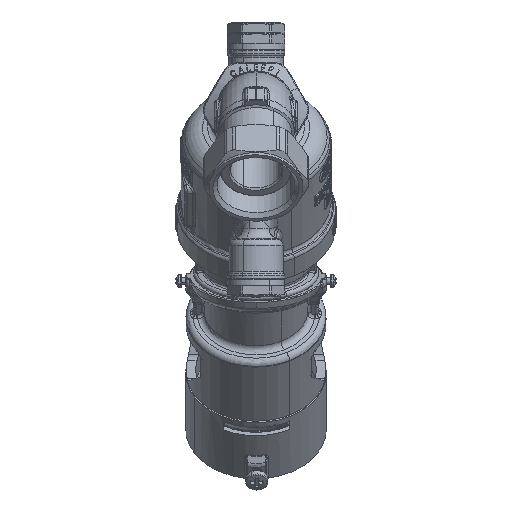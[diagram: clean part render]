
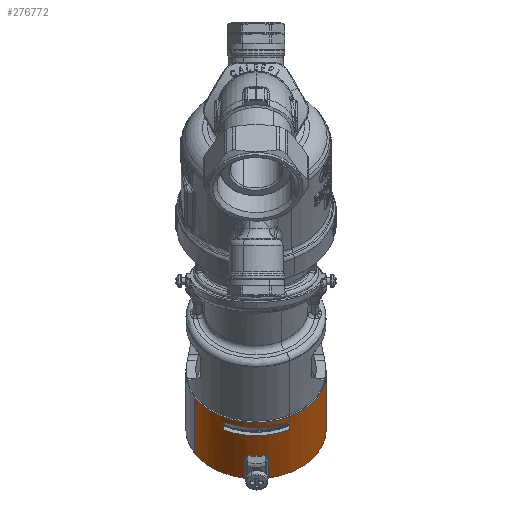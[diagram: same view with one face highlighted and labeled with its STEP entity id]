
A CAD part, front view. The second image highlights one B-rep face of the part: STEP entity #276772.
In plain terms, the highlighted cylindrical face has radius 22.1 mm (diameter 44.2 mm), a partial arc.
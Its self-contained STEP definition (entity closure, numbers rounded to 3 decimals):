
#276162=CARTESIAN_POINT('Vertex',(10.649,42.028,-97.699)) ;
#276165=CARTESIAN_POINT('Axis2P3D Location',(0.,55.721,-84.005)) ;
#276169=CARTESIAN_POINT('Vertex',(-10.35,41.914,-97.813)) ;
#276628=CARTESIAN_POINT('Line Origine',(-10.35,43.187,-99.086)) ;
#276632=CARTESIAN_POINT('Vertex',(-10.35,44.46,-100.358)) ;
#276647=CARTESIAN_POINT('Axis2P3D Location',(0.,63.004,-91.289)) ;
#276652=CARTESIAN_POINT('Axis2P3D Location',(0.,71.843,-100.127)) ;
#276656=CARTESIAN_POINT('Vertex',(3.834,56.453,-115.518)) ;
#276658=CARTESIAN_POINT('Vertex',(19.313,79.44,-92.53)) ;
#276661=CARTESIAN_POINT('Line Origine',(19.313,70.602,-83.692)) ;
#276665=CARTESIAN_POINT('Vertex',(19.313,61.763,-74.853)) ;
#276668=CARTESIAN_POINT('Axis2P3D Location',(0.,54.166,-82.45)) ;
#276672=CARTESIAN_POINT('Vertex',(-19.313,46.568,-90.047)) ;
#276675=CARTESIAN_POINT('Line Origine',(-19.313,55.407,-98.886)) ;
#276679=CARTESIAN_POINT('Vertex',(-19.313,64.246,-107.725)) ;
#276682=CARTESIAN_POINT('Axis2P3D Location',(0.,71.843,-100.127)) ;
#276686=CARTESIAN_POINT('Vertex',(-3.5,56.413,-115.557)) ;
#276689=CARTESIAN_POINT('Line Origine',(-3.5,47.574,-106.719)) ;
#276693=CARTESIAN_POINT('Vertex',(-3.5,49.908,-109.052)) ;
#276697=CARTESIAN_POINT('Control Point',(-3.5,49.908,-109.052)) ;
#276698=CARTESIAN_POINT('Control Point',(-3.5,49.77,-108.914)) ;
#276699=CARTESIAN_POINT('Control Point',(-3.48,49.628,-108.777)) ;
#276700=CARTESIAN_POINT('Control Point',(-3.439,49.486,-108.644)) ;
#276701=CARTESIAN_POINT('Control Point',(-3.35,49.291,-108.469)) ;
#276702=CARTESIAN_POINT('Control Point',(-3.19,49.111,-108.322)) ;
#276703=CARTESIAN_POINT('Control Point',(-3.143,49.066,-108.286)) ;
#276704=CARTESIAN_POINT('Control Point',(-3.016,48.963,-108.209)) ;
#276705=CARTESIAN_POINT('Control Point',(-2.853,48.882,-108.159)) ;
#276706=CARTESIAN_POINT('Control Point',(-2.742,48.847,-108.144)) ;
#276707=CARTESIAN_POINT('Control Point',(-2.629,48.833,-108.15)) ;
#276708=CARTESIAN_POINT('Control Point',(-2.521,48.835,-108.17)) ;
#276709=CARTESIAN_POINT('Vertex',(-2.521,48.835,-108.17)) ;
#276713=CARTESIAN_POINT('Control Point',(-2.521,48.835,-108.17)) ;
#276714=CARTESIAN_POINT('Control Point',(-1.191,48.868,-108.418)) ;
#276715=CARTESIAN_POINT('Control Point',(0.171,48.884,-108.502)) ;
#276716=CARTESIAN_POINT('Control Point',(1.53,48.883,-108.403)) ;
#276717=CARTESIAN_POINT('Control Point',(2.858,48.865,-108.141)) ;
#276718=CARTESIAN_POINT('Vertex',(2.858,48.865,-108.141)) ;
#276722=CARTESIAN_POINT('Control Point',(2.858,48.865,-108.141)) ;
#276723=CARTESIAN_POINT('Control Point',(2.959,48.863,-108.121)) ;
#276724=CARTESIAN_POINT('Control Point',(3.065,48.877,-108.114)) ;
#276725=CARTESIAN_POINT('Control Point',(3.169,48.908,-108.124)) ;
#276726=CARTESIAN_POINT('Control Point',(3.354,48.995,-108.172)) ;
#276727=CARTESIAN_POINT('Control Point',(3.495,49.112,-108.258)) ;
#276728=CARTESIAN_POINT('Control Point',(3.554,49.175,-108.307)) ;
#276729=CARTESIAN_POINT('Control Point',(3.703,49.364,-108.461)) ;
#276730=CARTESIAN_POINT('Control Point',(3.785,49.564,-108.64)) ;
#276731=CARTESIAN_POINT('Control Point',(3.818,49.693,-108.762)) ;
#276732=CARTESIAN_POINT('Control Point',(3.834,49.822,-108.886)) ;
#276733=CARTESIAN_POINT('Control Point',(3.834,49.948,-109.012)) ;
#276734=CARTESIAN_POINT('Vertex',(3.834,49.948,-109.012)) ;
#276737=CARTESIAN_POINT('Line Origine',(3.834,47.614,-106.679)) ;
#276754=CARTESIAN_POINT('Line Origine',(10.649,49.311,-104.982)) ;
#276758=CARTESIAN_POINT('Vertex',(10.649,44.574,-100.244)) ;
#276761=CARTESIAN_POINT('Axis2P3D Location',(0.,58.267,-86.551)) ;
#276166=DIRECTION('Axis2P3D Direction',(0.,-0.707,0.707)) ;
#276629=DIRECTION('Vector Direction',(0.,-0.707,0.707)) ;
#276648=DIRECTION('Axis2P3D Direction',(0.,-0.707,0.707)) ;
#276649=DIRECTION('Axis2P3D XDirection',(-0.874,-0.344,-0.344)) ;
#276653=DIRECTION('Axis2P3D Direction',(0.,-0.707,0.707)) ;
#276662=DIRECTION('Vector Direction',(0.,-0.707,0.707)) ;
#276669=DIRECTION('Axis2P3D Direction',(0.,-0.707,0.707)) ;
#276676=DIRECTION('Vector Direction',(0.,-0.707,0.707)) ;
#276683=DIRECTION('Axis2P3D Direction',(0.,-0.707,0.707)) ;
#276690=DIRECTION('Vector Direction',(0.,-0.707,0.707)) ;
#276738=DIRECTION('Vector Direction',(0.,-0.707,0.707)) ;
#276755=DIRECTION('Vector Direction',(0.,-0.707,0.707)) ;
#276762=DIRECTION('Axis2P3D Direction',(0.,-0.707,0.707)) ;
#276167=AXIS2_PLACEMENT_3D('Circle Axis2P3D',#276165,#276166,$) ;
#276650=AXIS2_PLACEMENT_3D('Cylinder Axis2P3D',#276647,#276648,#276649) ;
#276654=AXIS2_PLACEMENT_3D('Circle Axis2P3D',#276652,#276653,$) ;
#276670=AXIS2_PLACEMENT_3D('Circle Axis2P3D',#276668,#276669,$) ;
#276684=AXIS2_PLACEMENT_3D('Circle Axis2P3D',#276682,#276683,$) ;
#276763=AXIS2_PLACEMENT_3D('Circle Axis2P3D',#276761,#276762,$) ;
#276743=ORIENTED_EDGE('',*,*,#276660,.T.) ;
#276744=ORIENTED_EDGE('',*,*,#276667,.T.) ;
#276745=ORIENTED_EDGE('',*,*,#276674,.F.) ;
#276746=ORIENTED_EDGE('',*,*,#276681,.F.) ;
#276747=ORIENTED_EDGE('',*,*,#276688,.T.) ;
#276748=ORIENTED_EDGE('',*,*,#276695,.F.) ;
#276749=ORIENTED_EDGE('',*,*,#276711,.F.) ;
#276750=ORIENTED_EDGE('',*,*,#276720,.F.) ;
#276751=ORIENTED_EDGE('',*,*,#276736,.F.) ;
#276752=ORIENTED_EDGE('',*,*,#276741,.F.) ;
#276767=ORIENTED_EDGE('',*,*,#276171,.T.) ;
#276768=ORIENTED_EDGE('',*,*,#276760,.T.) ;
#276769=ORIENTED_EDGE('',*,*,#276765,.T.) ;
#276770=ORIENTED_EDGE('',*,*,#276634,.T.) ;
#276771=FACE_BOUND('',#276766,.T.) ;
#276630=VECTOR('Line Direction',#276629,1.) ;
#276663=VECTOR('Line Direction',#276662,1.) ;
#276677=VECTOR('Line Direction',#276676,1.) ;
#276691=VECTOR('Line Direction',#276690,1.) ;
#276739=VECTOR('Line Direction',#276738,1.) ;
#276756=VECTOR('Line Direction',#276755,1.) ;
#276772=ADVANCED_FACE('PartBody',(#276753,#276771),#276651,.T.) ;
#276696=B_SPLINE_CURVE_WITH_KNOTS('',5,(#276697,#276698,#276699,#276700,#276701,#276702,#276703,#276704,#276705,#276706,#276707,#276708),.UNSPECIFIED.,.F.,.U.,(6,3,3,6),(3.67,4.945,5.391,6.017),.UNSPECIFIED.) ;
#276712=B_SPLINE_CURVE_WITH_KNOTS('',4,(#276713,#276714,#276715,#276716,#276717),.UNSPECIFIED.,.F.,.U.,(5,5),(36.448,44.189),.UNSPECIFIED.) ;
#276721=B_SPLINE_CURVE_WITH_KNOTS('',5,(#276722,#276723,#276724,#276725,#276726,#276727,#276728,#276729,#276730,#276731,#276732,#276733),.UNSPECIFIED.,.F.,.U.,(6,3,3,6),(4.067,4.655,5.255,6.414),.UNSPECIFIED.) ;
#276168=CIRCLE('generated circle',#276167,22.1) ;
#276655=CIRCLE('generated circle',#276654,22.1) ;
#276671=CIRCLE('generated circle',#276670,22.1) ;
#276685=CIRCLE('generated circle',#276684,22.1) ;
#276764=CIRCLE('generated circle',#276763,22.1) ;
#276651=CYLINDRICAL_SURFACE('generated cylinder',#276650,22.1) ;
#276171=EDGE_CURVE('',#276170,#276163,#276168,.T.) ;
#276634=EDGE_CURVE('',#276633,#276170,#276631,.T.) ;
#276660=EDGE_CURVE('',#276657,#276659,#276655,.T.) ;
#276667=EDGE_CURVE('',#276659,#276666,#276664,.T.) ;
#276674=EDGE_CURVE('',#276673,#276666,#276671,.T.) ;
#276681=EDGE_CURVE('',#276680,#276673,#276678,.T.) ;
#276688=EDGE_CURVE('',#276680,#276687,#276685,.T.) ;
#276695=EDGE_CURVE('',#276694,#276687,#276692,.F.) ;
#276711=EDGE_CURVE('',#276710,#276694,#276696,.F.) ;
#276720=EDGE_CURVE('',#276719,#276710,#276712,.F.) ;
#276736=EDGE_CURVE('',#276735,#276719,#276721,.F.) ;
#276741=EDGE_CURVE('',#276657,#276735,#276740,.T.) ;
#276760=EDGE_CURVE('',#276163,#276759,#276757,.F.) ;
#276765=EDGE_CURVE('',#276759,#276633,#276764,.F.) ;
#276742=EDGE_LOOP('',(#276743,#276744,#276745,#276746,#276747,#276748,#276749,#276750,#276751,#276752)) ;
#276766=EDGE_LOOP('',(#276767,#276768,#276769,#276770)) ;
#276753=FACE_OUTER_BOUND('',#276742,.T.) ;
#276631=LINE('Line',#276628,#276630) ;
#276664=LINE('Line',#276661,#276663) ;
#276678=LINE('Line',#276675,#276677) ;
#276692=LINE('Line',#276689,#276691) ;
#276740=LINE('Line',#276737,#276739) ;
#276757=LINE('Line',#276754,#276756) ;
#276163=VERTEX_POINT('',#276162) ;
#276170=VERTEX_POINT('',#276169) ;
#276633=VERTEX_POINT('',#276632) ;
#276657=VERTEX_POINT('',#276656) ;
#276659=VERTEX_POINT('',#276658) ;
#276666=VERTEX_POINT('',#276665) ;
#276673=VERTEX_POINT('',#276672) ;
#276680=VERTEX_POINT('',#276679) ;
#276687=VERTEX_POINT('',#276686) ;
#276694=VERTEX_POINT('',#276693) ;
#276710=VERTEX_POINT('',#276709) ;
#276719=VERTEX_POINT('',#276718) ;
#276735=VERTEX_POINT('',#276734) ;
#276759=VERTEX_POINT('',#276758) ;
